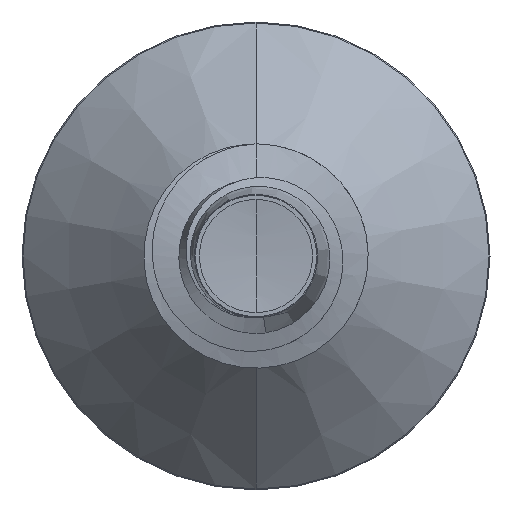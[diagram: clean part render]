
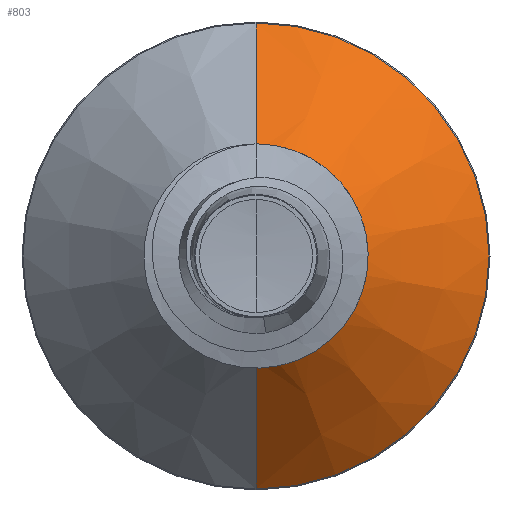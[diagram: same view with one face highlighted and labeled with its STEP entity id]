
A CAD part, front view. The second image highlights one B-rep face of the part: STEP entity #803.
In plain terms, the highlighted conical face has half-angle 45 degrees and reference radius 1.633 mm.
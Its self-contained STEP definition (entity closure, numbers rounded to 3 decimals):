
#63 = DIRECTION ( 'NONE',  ( 0., 0., 1. ) ) ;
#67 = DIRECTION ( 'NONE',  ( 0., 1., 0. ) ) ;
#77 = CARTESIAN_POINT ( 'NONE',  ( 0., 4.335, 0. ) ) ;
#141 = CARTESIAN_POINT ( 'NONE',  ( 0., 2.332, 0. ) ) ;
#165 = DIRECTION ( 'NONE',  ( 0., 0., 1. ) ) ;
#181 = DIRECTION ( 'NONE',  ( 0., 1., 0. ) ) ;
#614 = ORIENTED_EDGE ( 'NONE', *, *, #2642, .F. ) ;
#803 = ADVANCED_FACE ( 'NONE', ( #6550 ), #6433, .T. ) ;
#808 = EDGE_CURVE ( 'NONE', #2353, #7467, #6437, .T. ) ;
#1570 = CARTESIAN_POINT ( 'NONE',  ( 0., 2.332, -1.632 ) ) ;
#1610 = DIRECTION ( 'NONE',  ( 0., 0.707, -0.707 ) ) ;
#1685 = CARTESIAN_POINT ( 'NONE',  ( 0., 2.332, 1.632 ) ) ;
#1690 = DIRECTION ( 'NONE',  ( 0., 0.707, 0.707 ) ) ;
#2353 = VERTEX_POINT ( 'NONE', #2813 ) ;
#2555 = CARTESIAN_POINT ( 'NONE',  ( 0., 2.332, -1.632 ) ) ;
#2642 = EDGE_CURVE ( 'NONE', #7601, #2353, #2807, .T. ) ;
#2703 = EDGE_CURVE ( 'NONE', #8011, #7467, #2889, .T. ) ;
#2807 = LINE ( 'NONE', #1685, #7183 ) ;
#2813 = CARTESIAN_POINT ( 'NONE',  ( 0., 4.335, 3.635 ) ) ;
#2889 = LINE ( 'NONE', #1570, #6160 ) ;
#2931 = ORIENTED_EDGE ( 'NONE', *, *, #808, .F. ) ;
#3475 = AXIS2_PLACEMENT_3D ( 'NONE', #141, #181, #165 ) ;
#3506 = CARTESIAN_POINT ( 'NONE',  ( 0., 2.332, 1.632 ) ) ;
#3855 = CARTESIAN_POINT ( 'NONE',  ( 0., 4.335, -3.635 ) ) ;
#3991 = AXIS2_PLACEMENT_3D ( 'NONE', #77, #67, #63 ) ;
#4643 = EDGE_CURVE ( 'NONE', #7601, #8011, #7004, .T. ) ;
#4702 = DIRECTION ( 'NONE',  ( 0., 0., 1. ) ) ;
#4706 = DIRECTION ( 'NONE',  ( 0., 1., 0. ) ) ;
#4709 = CARTESIAN_POINT ( 'NONE',  ( 0., 2.332, 0. ) ) ;
#5443 = ORIENTED_EDGE ( 'NONE', *, *, #2703, .T. ) ;
#6160 = VECTOR ( 'NONE', #1610, 1000. ) ;
#6181 = EDGE_LOOP ( 'NONE', ( #8176, #5443, #2931, #614 ) ) ;
#6433 = CONICAL_SURFACE ( 'NONE', #3475, 1.632, 0.785 ) ;
#6437 = CIRCLE ( 'NONE', #3991, 3.635 ) ;
#6550 = FACE_OUTER_BOUND ( 'NONE', #6181, .T. ) ;
#7004 = CIRCLE ( 'NONE', #7653, 1.632 ) ;
#7183 = VECTOR ( 'NONE', #1690, 1000. ) ;
#7467 = VERTEX_POINT ( 'NONE', #3855 ) ;
#7601 = VERTEX_POINT ( 'NONE', #3506 ) ;
#7653 = AXIS2_PLACEMENT_3D ( 'NONE', #4709, #4706, #4702 ) ;
#8011 = VERTEX_POINT ( 'NONE', #2555 ) ;
#8176 = ORIENTED_EDGE ( 'NONE', *, *, #4643, .T. ) ;
